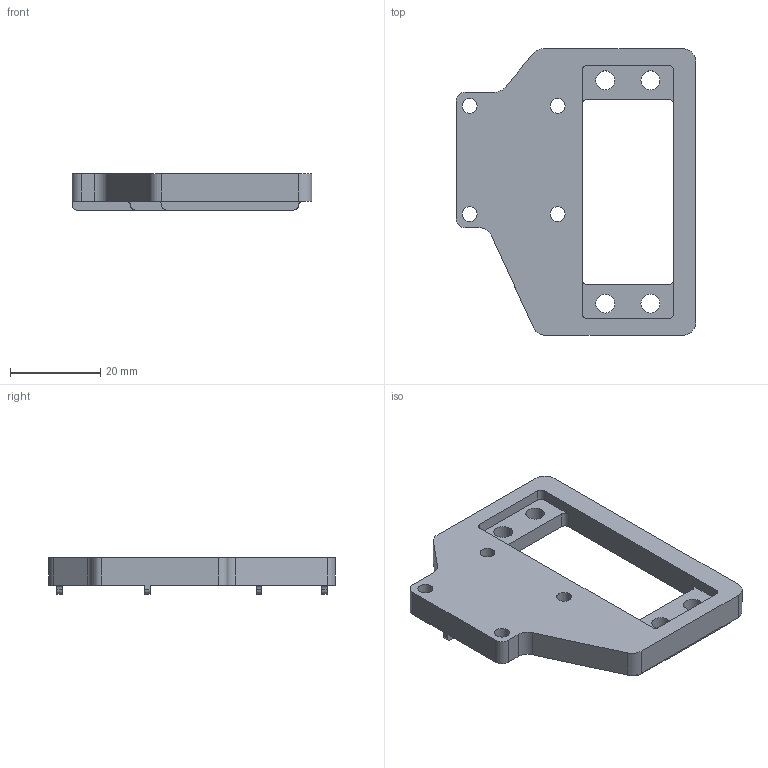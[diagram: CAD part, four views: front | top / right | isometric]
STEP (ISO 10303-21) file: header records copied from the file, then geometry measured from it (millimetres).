
FILE_DESCRIPTION(/* description */ (''),/* implementation_level */ '2;1');
FILE_NAME(/* name */ 'servo mount.step',/* time_stamp */ '2017-10-30T14:22:22+09:00',/* author */ (''),/* organization */ (''),/* preprocessor_version */ 'ST-DEVELOPER v16.13',/* originating_system */ 'Autodesk Translation Framework v6.5.0.72',/* authorisation */ '');
FILE_SCHEMA (('AUTOMOTIVE_DESIGN { 1 0 10303 214 3 1 1 }'));
Length unit declared in the file: millimetre
Products named in the file (1): servo mount
Bounding box: 53.17 x 63.5 x 8 mm (x, y, z)
Volume: 11756.9 mm3; surface area: 6989 mm2
Topology: 1 solids, 1 shells, 65 faces, 186 edges, 124 vertices
Faces by surface type: cylinder 35, plane 30
Full cylindrical faces by diameter (mm): 3.3 x4, 4.2 x4
Entity records: 2219 total; most frequent: DIRECTION 388, CARTESIAN_POINT 376, ORIENTED_EDGE 372, EDGE_CURVE 186, AXIS2_PLACEMENT_3D 136, VERTEX_POINT 124, LINE 116, VECTOR 116
